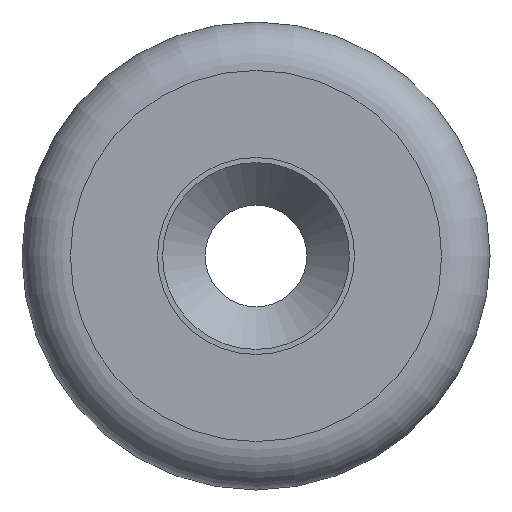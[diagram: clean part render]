
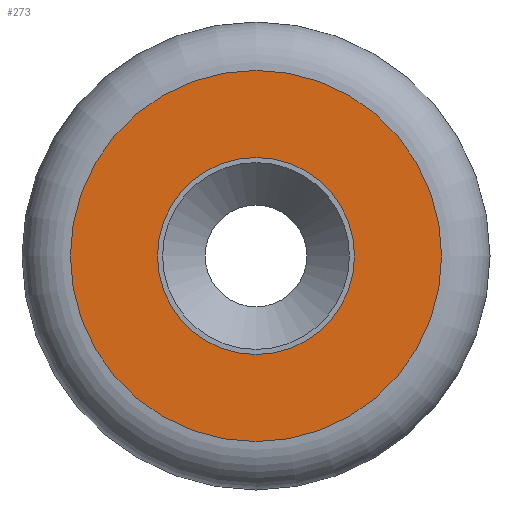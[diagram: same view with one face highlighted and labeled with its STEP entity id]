
A CAD part, left-side view. The second image highlights one B-rep face of the part: STEP entity #273.
In plain terms, the highlighted planar face has unit normal (-1, 0, 0).
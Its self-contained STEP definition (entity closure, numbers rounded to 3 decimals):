
#231=CARTESIAN_POINT('',(1.016,1.461,0.0));
#232=VERTEX_POINT('',#231);
#233=CARTESIAN_POINT('',(1.016,0.0,0.0));
#234=DIRECTION('',(1.0,0.0,0.0));
#235=DIRECTION('',(0.0,-1.0,0.0));
#236=AXIS2_PLACEMENT_3D('',#233,#234,#235);
#237=CIRCLE('',#236,1.461);
#238=EDGE_CURVE('',#232,#232,#237,.T.);
#254=CARTESIAN_POINT('',(1.016,1.308,0.0));
#255=DIRECTION('',(-1.0,0.0,0.0));
#256=DIRECTION('',(0.0,0.0,1.0));
#257=AXIS2_PLACEMENT_3D('',#254,#255,#256);
#258=PLANE('',#257);
#259=ORIENTED_EDGE('',*,*,#238,.F.);
#260=EDGE_LOOP('',(#259));
#261=FACE_OUTER_BOUND('',#260,.T.);
#262=CARTESIAN_POINT('',(1.016,0.775,0.0));
#263=VERTEX_POINT('',#262);
#264=CARTESIAN_POINT('',(1.016,0.0,0.0));
#265=DIRECTION('',(1.0,0.0,0.0));
#266=DIRECTION('',(0.0,1.0,0.0));
#267=AXIS2_PLACEMENT_3D('',#264,#265,#266);
#268=CIRCLE('',#267,0.775);
#269=EDGE_CURVE('',#263,#263,#268,.T.);
#270=ORIENTED_EDGE('',*,*,#269,.T.);
#271=EDGE_LOOP('',(#270));
#272=FACE_BOUND('',#271,.T.);
#273=ADVANCED_FACE('',(#261,#272),#258,.T.);
